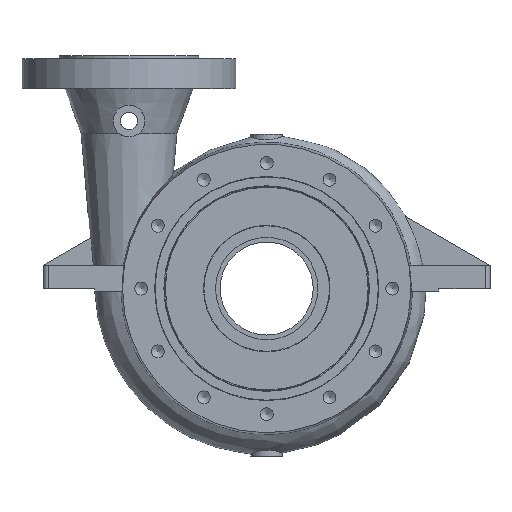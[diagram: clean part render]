
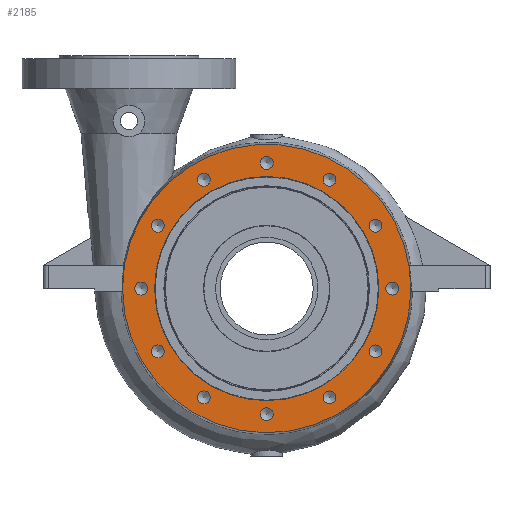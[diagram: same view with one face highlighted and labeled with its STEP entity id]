
A CAD part, front view. The second image highlights one B-rep face of the part: STEP entity #2185.
In plain terms, the highlighted planar face has unit normal (0, -1, 0).
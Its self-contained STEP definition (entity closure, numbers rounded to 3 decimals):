
#279=PLANE('',#2357);
#342=FACE_BOUND('',#676,.T.);
#343=FACE_BOUND('',#677,.T.);
#344=FACE_BOUND('',#678,.T.);
#345=FACE_BOUND('',#679,.T.);
#346=FACE_BOUND('',#680,.T.);
#347=FACE_BOUND('',#681,.T.);
#348=FACE_BOUND('',#682,.T.);
#349=FACE_BOUND('',#683,.T.);
#350=FACE_BOUND('',#684,.T.);
#351=FACE_BOUND('',#685,.T.);
#352=FACE_BOUND('',#686,.T.);
#353=FACE_BOUND('',#687,.T.);
#354=FACE_BOUND('',#688,.T.);
#526=FACE_OUTER_BOUND('',#675,.T.);
#675=EDGE_LOOP('',(#1650));
#676=EDGE_LOOP('',(#1651));
#677=EDGE_LOOP('',(#1652));
#678=EDGE_LOOP('',(#1653));
#679=EDGE_LOOP('',(#1654));
#680=EDGE_LOOP('',(#1655));
#681=EDGE_LOOP('',(#1656));
#682=EDGE_LOOP('',(#1657));
#683=EDGE_LOOP('',(#1658));
#684=EDGE_LOOP('',(#1659));
#685=EDGE_LOOP('',(#1660));
#686=EDGE_LOOP('',(#1661));
#687=EDGE_LOOP('',(#1662));
#688=EDGE_LOOP('',(#1663));
#993=CIRCLE('',#2355,120.5);
#994=CIRCLE('',#2358,155.);
#995=CIRCLE('',#2359,6.918);
#996=CIRCLE('',#2360,6.918);
#997=CIRCLE('',#2361,6.918);
#998=CIRCLE('',#2362,6.918);
#999=CIRCLE('',#2363,6.918);
#1000=CIRCLE('',#2364,6.918);
#1001=CIRCLE('',#2365,6.918);
#1002=CIRCLE('',#2366,6.918);
#1003=CIRCLE('',#2367,6.918);
#1004=CIRCLE('',#2368,6.918);
#1005=CIRCLE('',#2369,6.918);
#1006=CIRCLE('',#2370,6.918);
#1166=VERTEX_POINT('',#3400);
#1167=VERTEX_POINT('',#3404);
#1168=VERTEX_POINT('',#3406);
#1169=VERTEX_POINT('',#3408);
#1170=VERTEX_POINT('',#3410);
#1171=VERTEX_POINT('',#3412);
#1172=VERTEX_POINT('',#3414);
#1173=VERTEX_POINT('',#3416);
#1174=VERTEX_POINT('',#3418);
#1175=VERTEX_POINT('',#3420);
#1176=VERTEX_POINT('',#3422);
#1177=VERTEX_POINT('',#3424);
#1178=VERTEX_POINT('',#3426);
#1179=VERTEX_POINT('',#3428);
#1382=EDGE_CURVE('',#1166,#1166,#993,.T.);
#1383=EDGE_CURVE('',#1167,#1167,#994,.T.);
#1384=EDGE_CURVE('',#1168,#1168,#995,.T.);
#1385=EDGE_CURVE('',#1169,#1169,#996,.T.);
#1386=EDGE_CURVE('',#1170,#1170,#997,.T.);
#1387=EDGE_CURVE('',#1171,#1171,#998,.T.);
#1388=EDGE_CURVE('',#1172,#1172,#999,.T.);
#1389=EDGE_CURVE('',#1173,#1173,#1000,.T.);
#1390=EDGE_CURVE('',#1174,#1174,#1001,.T.);
#1391=EDGE_CURVE('',#1175,#1175,#1002,.T.);
#1392=EDGE_CURVE('',#1176,#1176,#1003,.T.);
#1393=EDGE_CURVE('',#1177,#1177,#1004,.T.);
#1394=EDGE_CURVE('',#1178,#1178,#1005,.T.);
#1395=EDGE_CURVE('',#1179,#1179,#1006,.T.);
#1650=ORIENTED_EDGE('',*,*,#1383,.T.);
#1651=ORIENTED_EDGE('',*,*,#1384,.T.);
#1652=ORIENTED_EDGE('',*,*,#1385,.T.);
#1653=ORIENTED_EDGE('',*,*,#1386,.T.);
#1654=ORIENTED_EDGE('',*,*,#1387,.T.);
#1655=ORIENTED_EDGE('',*,*,#1388,.T.);
#1656=ORIENTED_EDGE('',*,*,#1389,.T.);
#1657=ORIENTED_EDGE('',*,*,#1390,.T.);
#1658=ORIENTED_EDGE('',*,*,#1391,.T.);
#1659=ORIENTED_EDGE('',*,*,#1392,.T.);
#1660=ORIENTED_EDGE('',*,*,#1393,.T.);
#1661=ORIENTED_EDGE('',*,*,#1394,.T.);
#1662=ORIENTED_EDGE('',*,*,#1395,.T.);
#1663=ORIENTED_EDGE('',*,*,#1382,.F.);
#2185=ADVANCED_FACE('',(#526,#342,#343,#344,#345,#346,#347,#348,#349,#350,
#351,#352,#353,#354),#279,.T.);
#2355=AXIS2_PLACEMENT_3D('',#3401,#2702,#2703);
#2357=AXIS2_PLACEMENT_3D('',#3403,#2706,#2707);
#2358=AXIS2_PLACEMENT_3D('',#3405,#2708,#2709);
#2359=AXIS2_PLACEMENT_3D('',#3407,#2710,#2711);
#2360=AXIS2_PLACEMENT_3D('',#3409,#2712,#2713);
#2361=AXIS2_PLACEMENT_3D('',#3411,#2714,#2715);
#2362=AXIS2_PLACEMENT_3D('',#3413,#2716,#2717);
#2363=AXIS2_PLACEMENT_3D('',#3415,#2718,#2719);
#2364=AXIS2_PLACEMENT_3D('',#3417,#2720,#2721);
#2365=AXIS2_PLACEMENT_3D('',#3419,#2722,#2723);
#2366=AXIS2_PLACEMENT_3D('',#3421,#2724,#2725);
#2367=AXIS2_PLACEMENT_3D('',#3423,#2726,#2727);
#2368=AXIS2_PLACEMENT_3D('',#3425,#2728,#2729);
#2369=AXIS2_PLACEMENT_3D('',#3427,#2730,#2731);
#2370=AXIS2_PLACEMENT_3D('',#3429,#2732,#2733);
#2702=DIRECTION('center_axis',(0.,-1.,0.));
#2703=DIRECTION('ref_axis',(0.,0.,-1.));
#2706=DIRECTION('center_axis',(0.,-1.,0.));
#2707=DIRECTION('ref_axis',(0.,0.,-1.));
#2708=DIRECTION('center_axis',(0.,-1.,0.));
#2709=DIRECTION('ref_axis',(1.,0.,0.));
#2710=DIRECTION('center_axis',(0.,1.,0.));
#2711=DIRECTION('ref_axis',(1.,0.,0.));
#2712=DIRECTION('center_axis',(0.,1.,0.));
#2713=DIRECTION('ref_axis',(0.866,0.,0.5));
#2714=DIRECTION('center_axis',(0.,1.,0.));
#2715=DIRECTION('ref_axis',(0.5,0.,0.866));
#2716=DIRECTION('center_axis',(0.,1.,0.));
#2717=DIRECTION('ref_axis',(0.,0.,1.));
#2718=DIRECTION('center_axis',(0.,1.,0.));
#2719=DIRECTION('ref_axis',(-0.5,0.,0.866));
#2720=DIRECTION('center_axis',(0.,1.,0.));
#2721=DIRECTION('ref_axis',(-0.866,0.,0.5));
#2722=DIRECTION('center_axis',(0.,1.,0.));
#2723=DIRECTION('ref_axis',(-1.,0.,0.));
#2724=DIRECTION('center_axis',(0.,1.,0.));
#2725=DIRECTION('ref_axis',(-0.866,0.,-0.5));
#2726=DIRECTION('center_axis',(0.,1.,0.));
#2727=DIRECTION('ref_axis',(-0.5,0.,-0.866));
#2728=DIRECTION('center_axis',(0.,1.,0.));
#2729=DIRECTION('ref_axis',(0.,0.,-1.));
#2730=DIRECTION('center_axis',(0.,1.,0.));
#2731=DIRECTION('ref_axis',(0.5,0.,-0.866));
#2732=DIRECTION('center_axis',(0.,1.,0.));
#2733=DIRECTION('ref_axis',(0.866,0.,-0.5));
#3400=CARTESIAN_POINT('',(0.,-65.,120.5));
#3401=CARTESIAN_POINT('Origin',(0.,-65.,0.));
#3403=CARTESIAN_POINT('Origin',(0.,-65.,0.));
#3404=CARTESIAN_POINT('',(-155.,-65.,0.));
#3405=CARTESIAN_POINT('Origin',(0.,-65.,0.));
#3406=CARTESIAN_POINT('',(6.918,-65.,-135.));
#3407=CARTESIAN_POINT('Origin',(0.,-65.,-135.));
#3408=CARTESIAN_POINT('',(73.491,-65.,-113.455));
#3409=CARTESIAN_POINT('Origin',(67.5,-65.,-116.913));
#3410=CARTESIAN_POINT('',(120.372,-65.,-61.509));
#3411=CARTESIAN_POINT('Origin',(116.913,-65.,-67.5));
#3412=CARTESIAN_POINT('',(135.,-65.,6.917));
#3413=CARTESIAN_POINT('Origin',(135.,-65.,0.));
#3414=CARTESIAN_POINT('',(113.455,-65.,73.491));
#3415=CARTESIAN_POINT('Origin',(116.913,-65.,67.5));
#3416=CARTESIAN_POINT('',(61.509,-65.,120.372));
#3417=CARTESIAN_POINT('Origin',(67.5,-65.,116.913));
#3418=CARTESIAN_POINT('',(-6.917,-65.,135.));
#3419=CARTESIAN_POINT('Origin',(0.,-65.,135.));
#3420=CARTESIAN_POINT('',(-73.491,-65.,113.455));
#3421=CARTESIAN_POINT('Origin',(-67.5,-65.,116.913));
#3422=CARTESIAN_POINT('',(-120.372,-65.,61.509));
#3423=CARTESIAN_POINT('Origin',(-116.913,-65.,67.5));
#3424=CARTESIAN_POINT('',(-135.,-65.,-6.917));
#3425=CARTESIAN_POINT('Origin',(-135.,-65.,0.));
#3426=CARTESIAN_POINT('',(-113.455,-65.,-73.491));
#3427=CARTESIAN_POINT('Origin',(-116.913,-65.,-67.5));
#3428=CARTESIAN_POINT('',(-61.509,-65.,-120.372));
#3429=CARTESIAN_POINT('Origin',(-67.5,-65.,-116.913));
